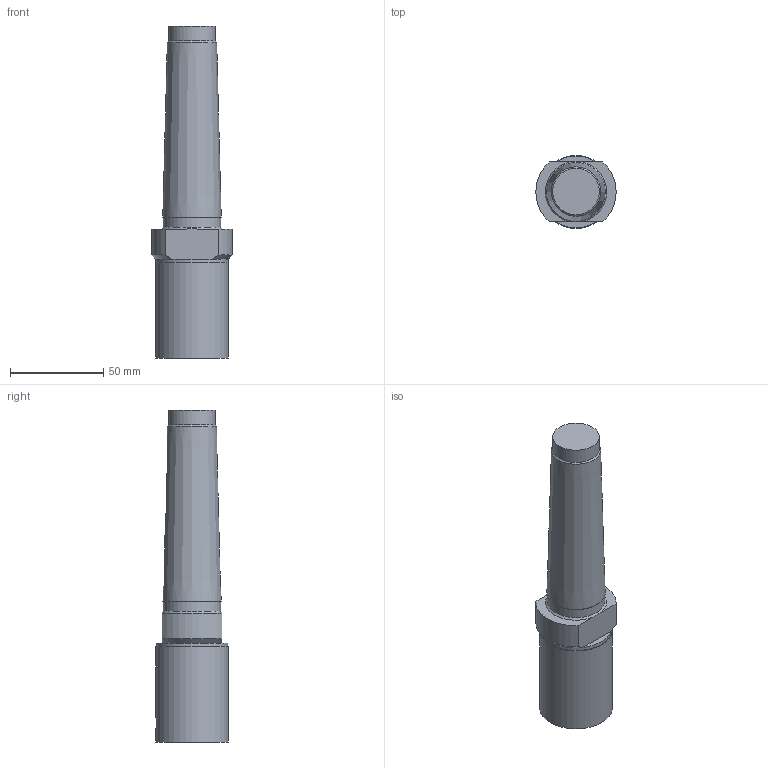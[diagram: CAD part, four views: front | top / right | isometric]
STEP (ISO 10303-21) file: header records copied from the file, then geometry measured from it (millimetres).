
FILE_DESCRIPTION((''),'1');
FILE_NAME('MT4M-CKB4-76-M14.stp','2024-09-03T04:43:09',(''),(''),'Spatial Interop R21 SP3','Kubotek KeyCreator 2011 V10.0.2 (22737)',' ');
FILE_SCHEMA(('automotive_design'));
Length unit declared in the file: millimetre
Products named in the file (1): 240[2]
Bounding box: 43 x 39 x 177.8 mm (x, y, z)
Volume: 143413.9 mm3; surface area: 22498.7 mm2
Topology: 1 solids, 1 shells, 25 faces, 54 edges, 33 vertices
Faces by surface type: plane 10, cylinder 8, cone 7
Full cylindrical faces by diameter (mm): 8.3 x1, 22 x1, 25 x1, 30.667 x1, 38.6 x1, 39 x1
Entity records: 1244 total; most frequent: CARTESIAN_POINT 238, DIRECTION 106, PRESENTATION_STYLE_ASSIGNMENT 92, COLOUR_RGB 92, ORIENTED_EDGE 80, STYLED_ITEM 66, CURVE_STYLE 66, DRAUGHTING_PRE_DEFINED_CURVE_FONT 66
